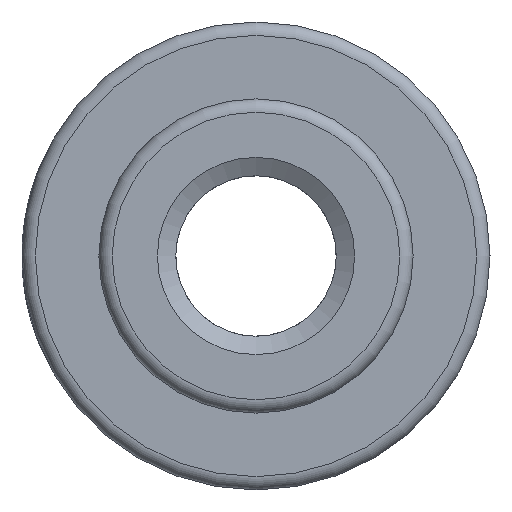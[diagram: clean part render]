
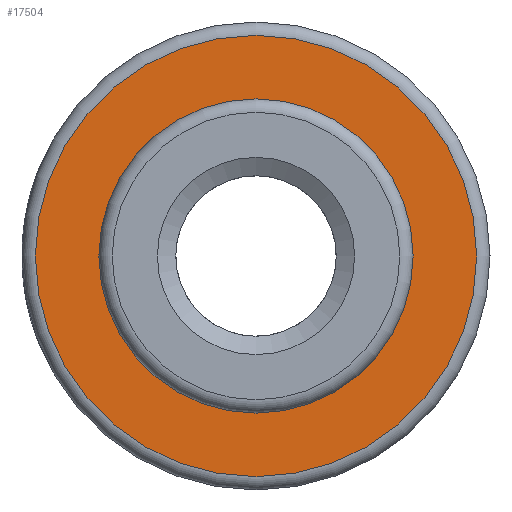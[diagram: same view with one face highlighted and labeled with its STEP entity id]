
A CAD part, left-side view. The second image highlights one B-rep face of the part: STEP entity #17504.
In plain terms, the highlighted planar face has unit normal (-1, 0, 0).
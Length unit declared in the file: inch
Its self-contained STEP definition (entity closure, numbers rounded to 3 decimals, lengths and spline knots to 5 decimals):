
#17470=CARTESIAN_POINT('',(-2.40369,0.31485,0.0));
#17471=VERTEX_POINT('',#17470);
#17472=CARTESIAN_POINT('',(-2.40369,-0.4164,0.0));
#17473=DIRECTION('',(1.0,0.0,0.0));
#17474=DIRECTION('',(0.0,1.0,0.0));
#17475=AXIS2_PLACEMENT_3D('',#17472,#17473,#17474);
#17476=CIRCLE('',#17475,0.73125);
#17477=EDGE_CURVE('',#17471,#17471,#17476,.T.);
#17485=CARTESIAN_POINT('',(-2.40369,0.46485,0.0));
#17486=DIRECTION('',(-1.0,0.0,0.0));
#17487=DIRECTION('',(0.0,0.0,1.0));
#17488=AXIS2_PLACEMENT_3D('',#17485,#17486,#17487);
#17489=PLANE('',#17488);
#17490=CARTESIAN_POINT('',(-2.40369,0.61485,0.0));
#17491=VERTEX_POINT('',#17490);
#17492=CARTESIAN_POINT('',(-2.40369,-0.4164,0.0));
#17493=DIRECTION('',(1.0,0.0,0.0));
#17494=DIRECTION('',(0.0,1.0,0.0));
#17495=AXIS2_PLACEMENT_3D('',#17492,#17493,#17494);
#17496=CIRCLE('',#17495,1.03125);
#17497=EDGE_CURVE('',#17491,#17491,#17496,.T.);
#17498=ORIENTED_EDGE('',*,*,#17497,.F.);
#17499=EDGE_LOOP('',(#17498));
#17500=FACE_OUTER_BOUND('',#17499,.T.);
#17501=ORIENTED_EDGE('',*,*,#17477,.T.);
#17502=EDGE_LOOP('',(#17501));
#17503=FACE_BOUND('',#17502,.T.);
#17504=ADVANCED_FACE('',(#17500,#17503),#17489,.T.);
